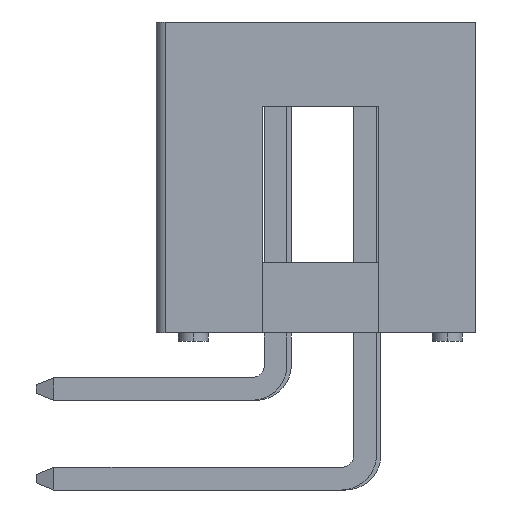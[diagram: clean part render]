
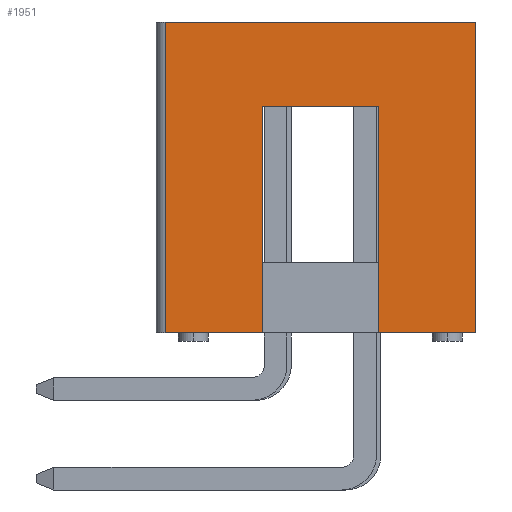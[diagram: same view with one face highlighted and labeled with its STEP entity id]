
A CAD part, left-side view. The second image highlights one B-rep face of the part: STEP entity #1951.
In plain terms, the highlighted planar face has unit normal (-1, 0, 0).
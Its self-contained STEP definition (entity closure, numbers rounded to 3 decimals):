
#1951=ADVANCED_FACE('',(#4009),#4010,.T.);
#4009=FACE_OUTER_BOUND('',#6411,.T.);
#4010=PLANE('',#6412);
#6411=EDGE_LOOP('',(#11278,#11279,#11280,#11281,#11282,#11283,#11284,#11285));
#6412=AXIS2_PLACEMENT_3D('',#11286,#11287,#11288);
#11278=ORIENTED_EDGE('',*,*,#15081,.T.);
#11279=ORIENTED_EDGE('',*,*,#15082,.T.);
#11280=ORIENTED_EDGE('',*,*,#15083,.F.);
#11281=ORIENTED_EDGE('',*,*,#15071,.T.);
#11282=ORIENTED_EDGE('',*,*,#15084,.T.);
#11283=ORIENTED_EDGE('',*,*,#15078,.F.);
#11284=ORIENTED_EDGE('',*,*,#15085,.F.);
#11285=ORIENTED_EDGE('',*,*,#15086,.F.);
#11286=CARTESIAN_POINT('',(-20.41,-4.4,-4.4));
#11287=DIRECTION('',(-1.0,0.0,0.0));
#11288=DIRECTION('',(0.0,0.0,1.0));
#15071=EDGE_CURVE('',#18168,#18166,#18169,.T.);
#15078=EDGE_CURVE('',#18179,#18181,#18182,.T.);
#15081=EDGE_CURVE('',#18185,#18186,#18187,.T.);
#15082=EDGE_CURVE('',#18186,#18188,#18189,.T.);
#15083=EDGE_CURVE('',#18168,#18188,#18190,.T.);
#15084=EDGE_CURVE('',#18166,#18181,#18191,.T.);
#15085=EDGE_CURVE('',#18192,#18179,#18193,.T.);
#15086=EDGE_CURVE('',#18185,#18192,#18194,.T.);
#18166=VERTEX_POINT('',#22583);
#18168=VERTEX_POINT('',#22586);
#18169=LINE('',#22587,#22588);
#18179=VERTEX_POINT('',#22602);
#18181=VERTEX_POINT('',#22605);
#18182=LINE('',#22606,#22607);
#18185=VERTEX_POINT('',#22611);
#18186=VERTEX_POINT('',#22612);
#18187=LINE('',#22613,#22614);
#18188=VERTEX_POINT('',#22615);
#18189=LINE('',#22616,#22617);
#18190=LINE('',#22618,#22619);
#18191=LINE('',#22620,#22621);
#18192=VERTEX_POINT('',#22622);
#18193=LINE('',#22623,#22624);
#18194=LINE('',#22625,#22626);
#22583=CARTESIAN_POINT('',(-20.41,-4.4,4.4));
#22586=CARTESIAN_POINT('',(-20.41,-4.4,-4.4));
#22587=CARTESIAN_POINT('',(-20.41,-4.4,-4.4));
#22588=VECTOR('',#25688,1000.0);
#22602=CARTESIAN_POINT('',(-20.41,4.4,-4.4));
#22605=CARTESIAN_POINT('',(-20.41,4.4,4.4));
#22606=CARTESIAN_POINT('',(-20.41,4.4,-4.4));
#22607=VECTOR('',#25694,1000.0);
#22611=CARTESIAN_POINT('',(-20.41,1.65,2.0));
#22612=CARTESIAN_POINT('',(-20.41,-1.65,2.0));
#22613=CARTESIAN_POINT('',(-20.41,1.65,2.0));
#22614=VECTOR('',#25696,1000.0);
#22615=CARTESIAN_POINT('',(-20.41,-1.65,-4.4));
#22616=CARTESIAN_POINT('',(-20.41,-1.65,2.0));
#22617=VECTOR('',#25697,1000.0);
#22618=CARTESIAN_POINT('',(-20.41,-4.4,-4.4));
#22619=VECTOR('',#25698,1000.0);
#22620=CARTESIAN_POINT('',(-20.41,-4.4,4.4));
#22621=VECTOR('',#25699,1000.0);
#22622=CARTESIAN_POINT('',(-20.41,1.65,-4.4));
#22623=CARTESIAN_POINT('',(-20.41,-4.4,-4.4));
#22624=VECTOR('',#25700,1000.0);
#22625=CARTESIAN_POINT('',(-20.41,1.65,2.0));
#22626=VECTOR('',#25701,1000.0);
#25688=DIRECTION('',(0.0,0.0,1.0));
#25694=DIRECTION('',(0.0,0.0,1.0));
#25696=DIRECTION('',(0.0,-1.0,0.0));
#25697=DIRECTION('',(0.0,0.0,-1.0));
#25698=DIRECTION('',(0.0,1.0,0.0));
#25699=DIRECTION('',(0.0,1.0,0.0));
#25700=DIRECTION('',(0.0,1.0,0.0));
#25701=DIRECTION('',(0.0,0.0,-1.0));
